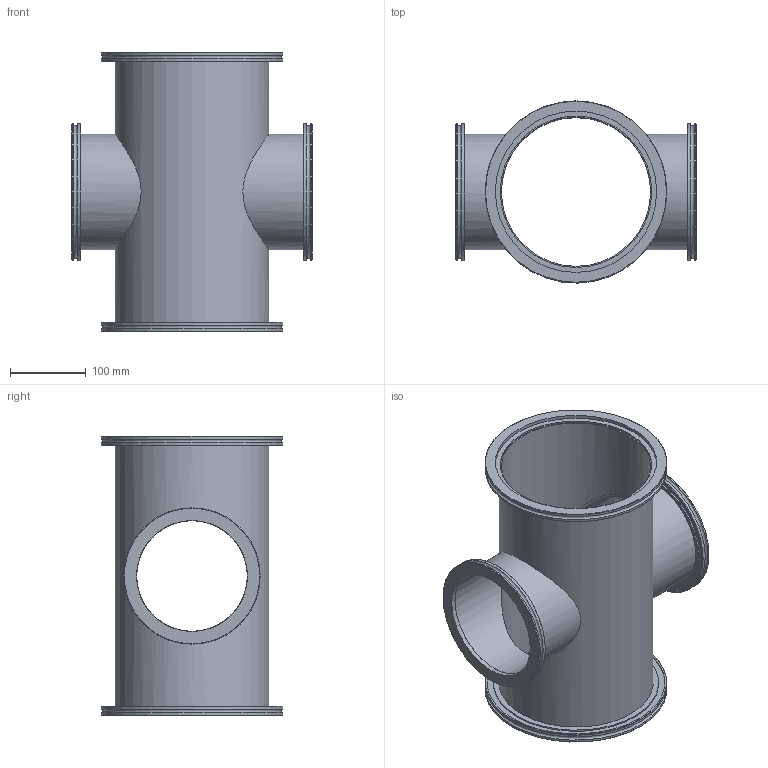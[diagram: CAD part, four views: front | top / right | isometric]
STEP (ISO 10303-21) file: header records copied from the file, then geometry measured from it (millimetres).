
FILE_DESCRIPTION(/* description */ (''),/* implementation_level */ '2;1');
FILE_NAME(/* name */ 'FL-R4X200-160LF.stp',/* time_stamp */ '2019-01-29T11:26:02+00:00',/* author */ ('paul'),/* organization */ (''),/* preprocessor_version */ 'ST-DEVELOPER v17.2',/* originating_system */ 'Autodesk Inventor 2019',/* authorisation */ '');
FILE_SCHEMA (('AUTOMOTIVE_DESIGN { 1 0 10303 214 3 1 1 }'));
Length unit declared in the file: millimetre
Products named in the file (5): FL-RT200-160LF; Main tube; FL-200LF-W; side tube; FL-160LF-W
Assembly tree (7 placements, depth 2):
  FL-RT200-160LF
    Main tube
    side tube  x2
    FL-200LF-W  x2
    FL-160LF-W  x2
Bounding box: 317.6 x 240 x 368.4 mm (x, y, z)
Volume: 1187744.8 mm3; surface area: 676401.6 mm2
Topology: 7 solids, 7 shells, 74 faces, 189 edges, 141 vertices
Faces by surface type: cylinder 36, plane 26, cone 8, torus 4
Full cylindrical faces by diameter (mm): 146 x2, 146.5 x2, 152.4 x4, 153 x2, 163 x2, 175 x2, 180 x4, 197 x1, 200 x2, 203.2 x1, 204 x2, 213 x2, 218.3 x2, 235 x2, 240 x4
Entity records: 1912 total; most frequent: CARTESIAN_POINT 636, DIRECTION 257, ORIENTED_EDGE 210, AXIS2_PLACEMENT_3D 116, EDGE_CURVE 105, VERTEX_POINT 78, CIRCLE 64, EDGE_LOOP 57
